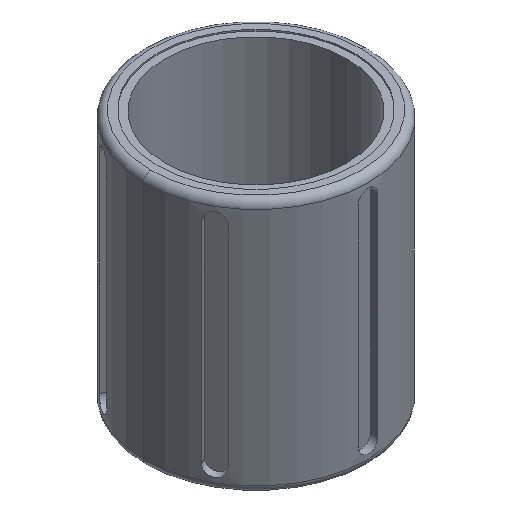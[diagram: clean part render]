
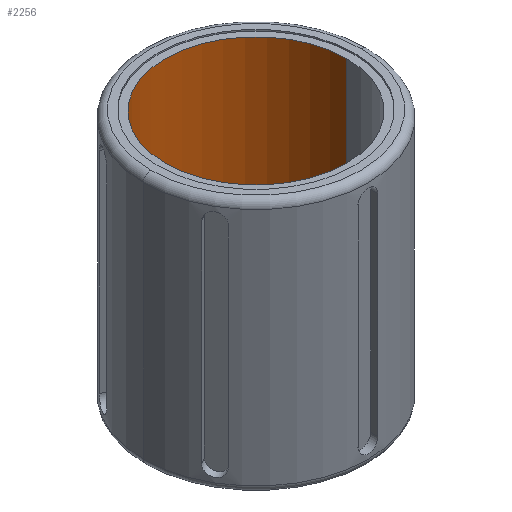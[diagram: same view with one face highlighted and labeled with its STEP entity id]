
A CAD part, isometric view. The second image highlights one B-rep face of the part: STEP entity #2256.
In plain terms, the highlighted cylindrical face has radius 25 mm (diameter 50 mm), a partial arc.
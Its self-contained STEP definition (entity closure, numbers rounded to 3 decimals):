
#78 = VERTEX_POINT ( 'NONE', #363 ) ;
#86 = VERTEX_POINT ( 'NONE', #371 ) ;
#89 = VERTEX_POINT ( 'NONE', #374 ) ;
#91 = VERTEX_POINT ( 'NONE', #376 ) ;
#363 = CARTESIAN_POINT ( 'NONE',  ( -25., 0., -34.647 ) ) ;
#371 = CARTESIAN_POINT ( 'NONE',  ( 25., 0., -34.647 ) ) ;
#374 = CARTESIAN_POINT ( 'NONE',  ( -25., 0., 34.647 ) ) ;
#376 = CARTESIAN_POINT ( 'NONE',  ( 25., 0., 34.647 ) ) ;
#471 = EDGE_LOOP ( 'NONE', ( #530, #509, #603, #612 ) ) ;
#509 = ORIENTED_EDGE ( 'NONE', *, *, #979, .F. ) ;
#530 = ORIENTED_EDGE ( 'NONE', *, *, #986, .F. ) ;
#603 = ORIENTED_EDGE ( 'NONE', *, *, #965, .T. ) ;
#612 = ORIENTED_EDGE ( 'NONE', *, *, #985, .T. ) ;
#846 = LINE ( 'NONE', #1570, #853 ) ;
#853 = VECTOR ( 'NONE', #1571, 1000. ) ;
#869 = LINE ( 'NONE', #1778, #871 ) ;
#871 = VECTOR ( 'NONE', #1779, 1000. ) ;
#873 = CIRCLE ( 'NONE', #1026, 25. ) ;
#878 = CIRCLE ( 'NONE', #1027, 25. ) ;
#906 = FACE_OUTER_BOUND ( 'NONE', #471, .T. ) ;
#907 = CYLINDRICAL_SURFACE ( 'NONE', #1050, 25. ) ;
#965 = EDGE_CURVE ( 'NONE', #86, #91, #846, .T. ) ;
#979 = EDGE_CURVE ( 'NONE', #86, #78, #873, .T. ) ;
#985 = EDGE_CURVE ( 'NONE', #91, #89, #878, .T. ) ;
#986 = EDGE_CURVE ( 'NONE', #78, #89, #869, .T. ) ;
#1026 = AXIS2_PLACEMENT_3D ( 'NONE', #1688, #1697, #1698 ) ;
#1027 = AXIS2_PLACEMENT_3D ( 'NONE', #1775, #1776, #1777 ) ;
#1050 = AXIS2_PLACEMENT_3D ( 'NONE', #1841, #1830, #1821 ) ;
#1570 = CARTESIAN_POINT ( 'NONE',  ( 25., 0., 35. ) ) ;
#1571 = DIRECTION ( 'NONE',  ( 0., 0., 1. ) ) ;
#1688 = CARTESIAN_POINT ( 'NONE',  ( 0., 0., -34.647 ) ) ;
#1697 = DIRECTION ( 'NONE',  ( 0., 0., 1. ) ) ;
#1698 = DIRECTION ( 'NONE',  ( 1., 0., 0. ) ) ;
#1775 = CARTESIAN_POINT ( 'NONE',  ( 0., 0., 34.647 ) ) ;
#1776 = DIRECTION ( 'NONE',  ( 0., 0., 1. ) ) ;
#1777 = DIRECTION ( 'NONE',  ( 1., 0., 0. ) ) ;
#1778 = CARTESIAN_POINT ( 'NONE',  ( -25., 0., 35. ) ) ;
#1779 = DIRECTION ( 'NONE',  ( 0., 0., 1. ) ) ;
#1821 = DIRECTION ( 'NONE',  ( 1., 0., 0. ) ) ;
#1830 = DIRECTION ( 'NONE',  ( 0., 0., 1. ) ) ;
#1841 = CARTESIAN_POINT ( 'NONE',  ( 0., 0., 35. ) ) ;
#2256 = ADVANCED_FACE ( 'NONE', ( #906 ), #907, .F. ) ;
